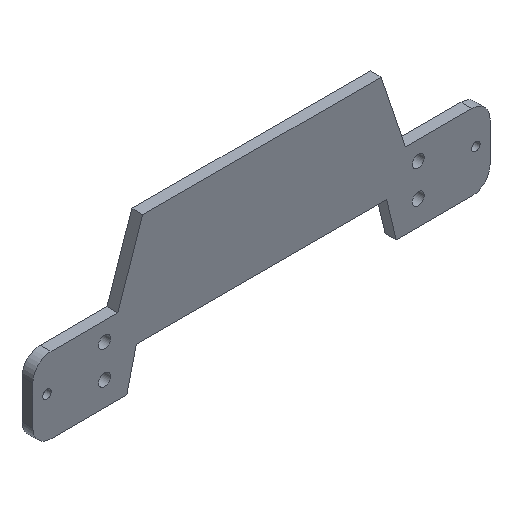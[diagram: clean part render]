
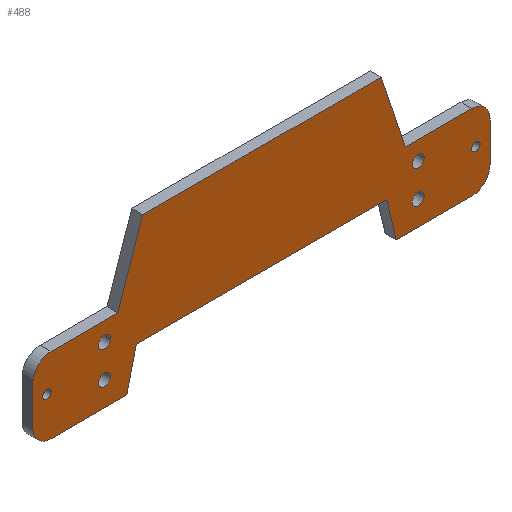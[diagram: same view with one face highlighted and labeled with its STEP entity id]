
A CAD part, isometric view. The second image highlights one B-rep face of the part: STEP entity #488.
In plain terms, the highlighted planar face has unit normal (0, -1, 0).
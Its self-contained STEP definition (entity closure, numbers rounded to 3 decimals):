
#21=FACE_BOUND('',#95,.T.);
#22=FACE_BOUND('',#96,.T.);
#23=FACE_BOUND('',#97,.T.);
#24=FACE_BOUND('',#98,.T.);
#25=FACE_BOUND('',#99,.T.);
#26=FACE_BOUND('',#100,.T.);
#40=PLANE('',#546);
#64=FACE_OUTER_BOUND('',#94,.T.);
#94=EDGE_LOOP('',(#433,#434,#435,#436,#437,#438,#439,#440,#441,#442,#443,
#444,#445,#446,#447,#448));
#95=EDGE_LOOP('',(#449));
#96=EDGE_LOOP('',(#450));
#97=EDGE_LOOP('',(#451));
#98=EDGE_LOOP('',(#452));
#99=EDGE_LOOP('',(#453));
#100=EDGE_LOOP('',(#454));
#107=LINE('',#723,#153);
#111=LINE('',#731,#157);
#114=LINE('',#737,#160);
#117=LINE('',#743,#163);
#121=LINE('',#755,#167);
#125=LINE('',#767,#171);
#128=LINE('',#773,#174);
#131=LINE('',#779,#177);
#134=LINE('',#785,#180);
#137=LINE('',#791,#183);
#141=LINE('',#803,#187);
#145=LINE('',#814,#191);
#153=VECTOR('',#593,10.);
#157=VECTOR('',#599,10.);
#160=VECTOR('',#604,10.);
#163=VECTOR('',#609,10.);
#167=VECTOR('',#621,10.);
#171=VECTOR('',#633,10.);
#174=VECTOR('',#638,10.);
#177=VECTOR('',#643,10.);
#180=VECTOR('',#648,10.);
#183=VECTOR('',#653,10.);
#187=VECTOR('',#665,10.);
#191=VECTOR('',#677,10.);
#194=CIRCLE('',#505,1.65);
#196=CIRCLE('',#508,1.15);
#198=CIRCLE('',#511,1.15);
#200=CIRCLE('',#514,1.65);
#202=CIRCLE('',#517,1.65);
#204=CIRCLE('',#520,1.65);
#205=CIRCLE('',#526,5.);
#207=CIRCLE('',#530,5.);
#209=CIRCLE('',#538,5.);
#211=CIRCLE('',#542,5.);
#214=VERTEX_POINT('',#687);
#216=VERTEX_POINT('',#693);
#218=VERTEX_POINT('',#699);
#220=VERTEX_POINT('',#705);
#222=VERTEX_POINT('',#711);
#224=VERTEX_POINT('',#717);
#225=VERTEX_POINT('',#721);
#226=VERTEX_POINT('',#722);
#229=VERTEX_POINT('',#730);
#231=VERTEX_POINT('',#736);
#233=VERTEX_POINT('',#742);
#235=VERTEX_POINT('',#748);
#237=VERTEX_POINT('',#754);
#239=VERTEX_POINT('',#760);
#241=VERTEX_POINT('',#766);
#243=VERTEX_POINT('',#772);
#245=VERTEX_POINT('',#778);
#247=VERTEX_POINT('',#784);
#249=VERTEX_POINT('',#790);
#251=VERTEX_POINT('',#796);
#253=VERTEX_POINT('',#802);
#255=VERTEX_POINT('',#808);
#259=EDGE_CURVE('',#214,#214,#194,.T.);
#262=EDGE_CURVE('',#216,#216,#196,.T.);
#265=EDGE_CURVE('',#218,#218,#198,.T.);
#268=EDGE_CURVE('',#220,#220,#200,.T.);
#271=EDGE_CURVE('',#222,#222,#202,.T.);
#274=EDGE_CURVE('',#224,#224,#204,.T.);
#275=EDGE_CURVE('',#225,#226,#107,.T.);
#279=EDGE_CURVE('',#229,#226,#111,.T.);
#282=EDGE_CURVE('',#231,#229,#114,.T.);
#285=EDGE_CURVE('',#233,#231,#117,.T.);
#288=EDGE_CURVE('',#235,#233,#205,.T.);
#291=EDGE_CURVE('',#237,#235,#121,.T.);
#294=EDGE_CURVE('',#239,#237,#207,.T.);
#297=EDGE_CURVE('',#241,#239,#125,.T.);
#300=EDGE_CURVE('',#243,#241,#128,.T.);
#303=EDGE_CURVE('',#243,#245,#131,.T.);
#306=EDGE_CURVE('',#245,#247,#134,.T.);
#309=EDGE_CURVE('',#247,#249,#137,.T.);
#312=EDGE_CURVE('',#251,#249,#209,.T.);
#315=EDGE_CURVE('',#251,#253,#141,.T.);
#318=EDGE_CURVE('',#255,#253,#211,.T.);
#321=EDGE_CURVE('',#255,#225,#145,.T.);
#433=ORIENTED_EDGE('',*,*,#321,.T.);
#434=ORIENTED_EDGE('',*,*,#275,.T.);
#435=ORIENTED_EDGE('',*,*,#279,.F.);
#436=ORIENTED_EDGE('',*,*,#282,.F.);
#437=ORIENTED_EDGE('',*,*,#285,.F.);
#438=ORIENTED_EDGE('',*,*,#288,.F.);
#439=ORIENTED_EDGE('',*,*,#291,.F.);
#440=ORIENTED_EDGE('',*,*,#294,.F.);
#441=ORIENTED_EDGE('',*,*,#297,.F.);
#442=ORIENTED_EDGE('',*,*,#300,.F.);
#443=ORIENTED_EDGE('',*,*,#303,.T.);
#444=ORIENTED_EDGE('',*,*,#306,.T.);
#445=ORIENTED_EDGE('',*,*,#309,.T.);
#446=ORIENTED_EDGE('',*,*,#312,.F.);
#447=ORIENTED_EDGE('',*,*,#315,.T.);
#448=ORIENTED_EDGE('',*,*,#318,.F.);
#449=ORIENTED_EDGE('',*,*,#274,.F.);
#450=ORIENTED_EDGE('',*,*,#271,.F.);
#451=ORIENTED_EDGE('',*,*,#268,.F.);
#452=ORIENTED_EDGE('',*,*,#265,.F.);
#453=ORIENTED_EDGE('',*,*,#262,.F.);
#454=ORIENTED_EDGE('',*,*,#259,.F.);
#488=ADVANCED_FACE('',(#64,#21,#22,#23,#24,#25,#26),#40,.F.);
#505=AXIS2_PLACEMENT_3D('',#689,#554,#555);
#508=AXIS2_PLACEMENT_3D('',#695,#561,#562);
#511=AXIS2_PLACEMENT_3D('',#701,#568,#569);
#514=AXIS2_PLACEMENT_3D('',#707,#575,#576);
#517=AXIS2_PLACEMENT_3D('',#713,#582,#583);
#520=AXIS2_PLACEMENT_3D('',#719,#589,#590);
#526=AXIS2_PLACEMENT_3D('',#749,#614,#615);
#530=AXIS2_PLACEMENT_3D('',#761,#626,#627);
#538=AXIS2_PLACEMENT_3D('',#797,#658,#659);
#542=AXIS2_PLACEMENT_3D('',#809,#670,#671);
#546=AXIS2_PLACEMENT_3D('',#817,#681,#682);
#554=DIRECTION('center_axis',(0.,-1.,0.));
#555=DIRECTION('ref_axis',(1.,0.,0.));
#561=DIRECTION('center_axis',(0.,-1.,0.));
#562=DIRECTION('ref_axis',(1.,0.,0.));
#568=DIRECTION('center_axis',(0.,-1.,0.));
#569=DIRECTION('ref_axis',(1.,0.,0.));
#575=DIRECTION('center_axis',(0.,-1.,0.));
#576=DIRECTION('ref_axis',(1.,0.,0.));
#582=DIRECTION('center_axis',(0.,-1.,0.));
#583=DIRECTION('ref_axis',(1.,0.,0.));
#589=DIRECTION('center_axis',(0.,-1.,0.));
#590=DIRECTION('ref_axis',(1.,0.,0.));
#593=DIRECTION('',(-0.316,0.,0.949));
#599=DIRECTION('',(1.,0.,0.));
#604=DIRECTION('',(0.324,0.,0.946));
#609=DIRECTION('',(1.,0.,0.));
#614=DIRECTION('center_axis',(0.,1.,0.));
#615=DIRECTION('ref_axis',(-1.,0.,0.));
#621=DIRECTION('',(0.,0.,1.));
#626=DIRECTION('center_axis',(0.,1.,0.));
#627=DIRECTION('ref_axis',(0.,0.,-1.));
#633=DIRECTION('',(-1.,0.,0.));
#638=DIRECTION('',(-0.233,0.,-0.972));
#643=DIRECTION('',(1.,0.,0.));
#648=DIRECTION('',(0.233,0.,-0.972));
#653=DIRECTION('',(1.,0.,0.));
#658=DIRECTION('center_axis',(0.,1.,0.));
#659=DIRECTION('ref_axis',(1.,0.,0.));
#665=DIRECTION('',(0.,0.,1.));
#670=DIRECTION('center_axis',(0.,1.,0.));
#671=DIRECTION('ref_axis',(0.,0.,1.));
#677=DIRECTION('',(-1.,0.,0.));
#681=DIRECTION('center_axis',(0.,1.,0.));
#682=DIRECTION('ref_axis',(1.,0.,0.));
#687=CARTESIAN_POINT('',(-77.882,0.,4.867));
#689=CARTESIAN_POINT('Origin',(-76.232,0.,4.867));
#693=CARTESIAN_POINT('',(-93.256,0.,0.367));
#695=CARTESIAN_POINT('Origin',(-92.106,0.,0.367));
#699=CARTESIAN_POINT('',(24.966,0.,0.369));
#701=CARTESIAN_POINT('Origin',(26.116,0.,0.369));
#705=CARTESIAN_POINT('',(8.592,0.,4.869));
#707=CARTESIAN_POINT('Origin',(10.242,0.,4.869));
#711=CARTESIAN_POINT('',(-77.882,0.,-4.133));
#713=CARTESIAN_POINT('Origin',(-76.232,0.,-4.133));
#717=CARTESIAN_POINT('',(8.592,0.,-4.131));
#719=CARTESIAN_POINT('Origin',(10.242,0.,-4.131));
#721=CARTESIAN_POINT('',(6.667,0.,10.));
#722=CARTESIAN_POINT('',(0.,0.,30.));
#723=CARTESIAN_POINT('',(6.667,0.,10.));
#730=CARTESIAN_POINT('',(-65.726,0.,30.));
#731=CARTESIAN_POINT('',(-65.726,0.,30.));
#736=CARTESIAN_POINT('',(-72.575,0.,10.));
#737=CARTESIAN_POINT('',(-72.575,0.,10.));
#742=CARTESIAN_POINT('',(-91.,0.,10.));
#743=CARTESIAN_POINT('',(-91.,0.,10.));
#748=CARTESIAN_POINT('',(-96.,0.,5.));
#749=CARTESIAN_POINT('Origin',(-91.,0.,5.));
#754=CARTESIAN_POINT('',(-96.,0.,-5.831));
#755=CARTESIAN_POINT('',(-96.,0.,-5.831));
#760=CARTESIAN_POINT('',(-91.,0.,-10.831));
#761=CARTESIAN_POINT('Origin',(-91.,0.,-5.831));
#766=CARTESIAN_POINT('',(-70.1,0.,-10.831));
#767=CARTESIAN_POINT('',(-70.1,0.,-10.831));
#772=CARTESIAN_POINT('',(-67.5,0.,0.));
#773=CARTESIAN_POINT('',(-67.5,0.,0.));
#778=CARTESIAN_POINT('',(1.5,0.,0.));
#779=CARTESIAN_POINT('',(0.,0.,0.));
#784=CARTESIAN_POINT('',(4.118,0.,-10.905));
#785=CARTESIAN_POINT('',(1.5,0.,0.));
#790=CARTESIAN_POINT('',(25.,0.,-10.905));
#791=CARTESIAN_POINT('',(4.118,0.,-10.905));
#796=CARTESIAN_POINT('',(30.,0.,-5.905));
#797=CARTESIAN_POINT('Origin',(25.,0.,-5.905));
#802=CARTESIAN_POINT('',(30.,0.,5.));
#803=CARTESIAN_POINT('',(30.,0.,-5.905));
#808=CARTESIAN_POINT('',(25.,0.,10.));
#809=CARTESIAN_POINT('Origin',(25.,0.,5.));
#814=CARTESIAN_POINT('',(25.,0.,10.));
#817=CARTESIAN_POINT('Origin',(-33.,0.,9.547));
